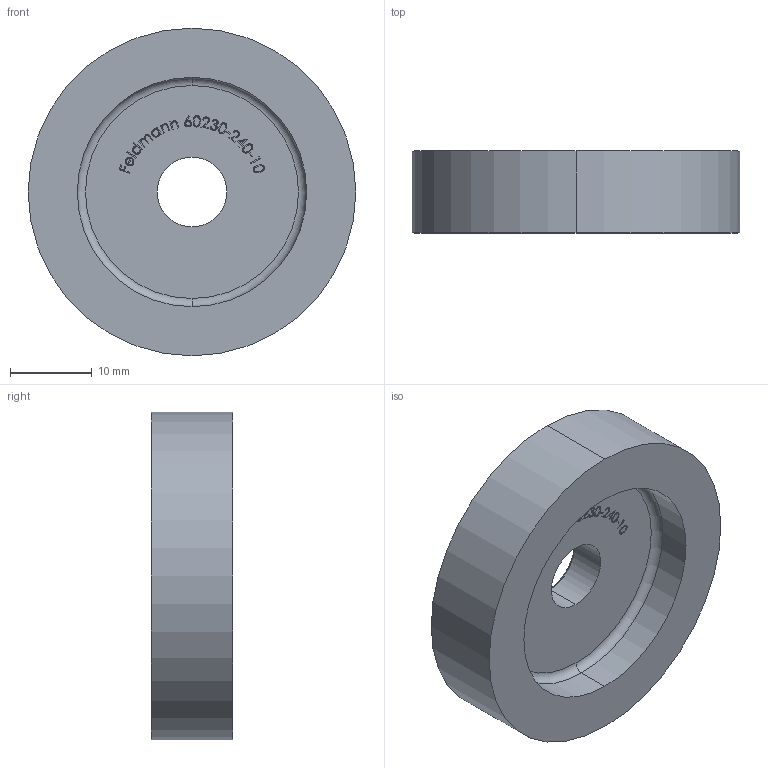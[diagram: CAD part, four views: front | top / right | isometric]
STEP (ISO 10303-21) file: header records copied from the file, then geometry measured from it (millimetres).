
FILE_DESCRIPTION (( 'STEP AP203' ), '1' );
FILE_NAME ('60230-240-10.step', '2020-10-27T08:38:44', ( '' ), ( '' ), 'SwSTEP 2.0', 'SolidWorks 2018', '' );
FILE_SCHEMA (( 'CONFIG_CONTROL_DESIGN' ));
Length unit declared in the file: millimetre
Products named in the file (2): 60230-240-10
Bounding box: 40 x 10 x 40 mm (x, y, z)
Volume: 9218.3 mm3; surface area: 4195 mm2
Topology: 1 solids, 1 shells, 260 faces, 680 edges, 452 vertices
Faces by surface type: plane 131, bspline 119, cylinder 6, torus 2, cone 2
Entity records: 15171 total; most frequent: CARTESIAN_POINT 9409, ORIENTED_EDGE 1360, DIRECTION 746, EDGE_CURVE 680, VERTEX_POINT 452, VECTOR 424, LINE 424, EDGE_LOOP 292
